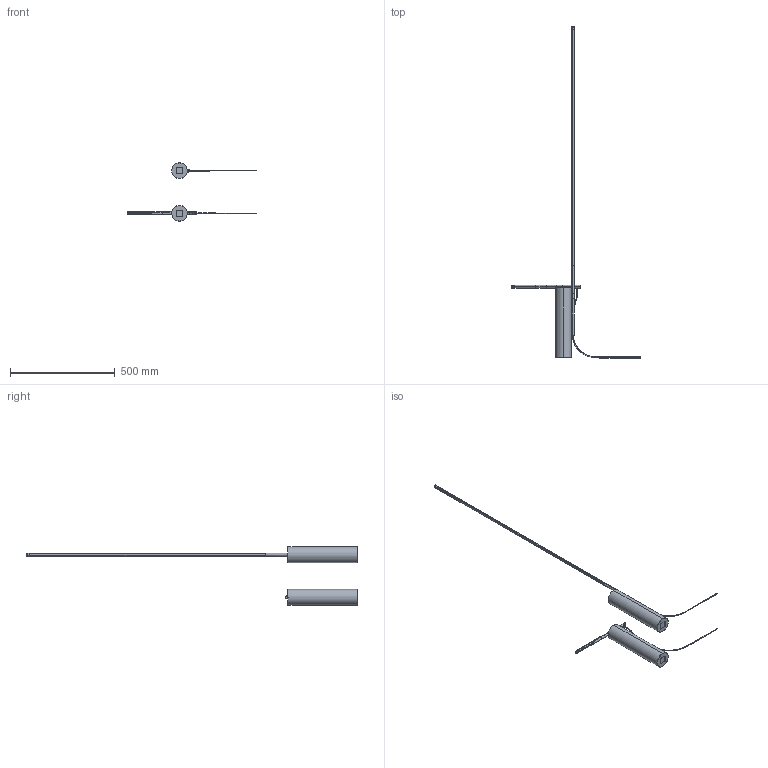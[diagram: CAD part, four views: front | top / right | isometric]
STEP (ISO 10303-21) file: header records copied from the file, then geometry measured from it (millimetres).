
FILE_DESCRIPTION (( 'STEP AP214' ), '1' );
FILE_NAME ('T.O Table and Floor, Share CAD.STEP', '2022-02-24T21:40:57', ( '' ), ( '' ), 'SwSTEP 2.0', 'SolidWorks 2019', '' );
FILE_SCHEMA (( 'AUTOMOTIVE_DESIGN' ));
Length unit declared in the file: inch
Products named in the file (27): 羲壽郪_3_1; ｿｪｹﾘﾗ饑3_1_2; Floor arm no visible set screw, Recd 111821_1; T.O, Marle Base, V11_1_2; 13臏倰第x165-B1_1; T.O, V12, Floor, Power Cord_1; 13孺汃欶x1125_3_1; 13臏倰第x200謗羞_1; T.O, T3mm x W4mm Bar Magnet_1; 95孺汃欶A_Square Ends; Certification Label, 29.5 X 29.5MM_1; TO, Table, Arm, Body, Lamp Side, Square Cutout_1; T.O, Table, Arm CAD, 4mm Wide with Square Corner Lens_1; T.O, Base, Marble, Insert, Horizontal, V4_1; T.O, Base, Marble, Insert, Vertical, V4_1; T.O, Table, Power Cable_1; T.O, V11, Base, Main, Marble_Chamferred; 羲壽偌瑩_3_1; T.O, Table, Arm, Lamp Side Assembly_1; T.O, Cable Management, Magnet, V4_1; T.O, Table, Arm, Lamp Side Subassembly_1; 60酗沭棠沺A_3_1; T.O, Base, Foot Pad, V4_1; DC鼠釱腑旋郪磁_1; T.O, Marle Base, V11_1; 13臏倰第x1275_1; T.O Table and Floor, Share CAD
Assembly tree (34 placements, depth 5):
  T.O Table and Floor, Share CAD
    Floor arm no visible set screw, Recd 111821_1
      羲壽郪_3_1
        羲壽偌瑩_3_1
      60酗沭棠沺A_3_1  x2
      13臏倰第x200謗羞_1
      13臏倰第x1275_1
      13孺汃欶x1125_3_1
    T.O, Marle Base, V11_1
      T.O, V11, Base, Main, Marble_Chamferred
      T.O, Base, Marble, Insert, Horizontal, V4_1
      T.O, Base, Marble, Insert, Vertical, V4_1
      T.O, Base, Foot Pad, V4_1
      Certification Label, 29.5 X 29.5MM_1
    T.O, Marle Base, V11_1_2
      T.O, V11, Base, Main, Marble_Chamferred
      T.O, Base, Marble, Insert, Horizontal, V4_1
      T.O, Base, Marble, Insert, Vertical, V4_1
      T.O, Base, Foot Pad, V4_1
      Certification Label, 29.5 X 29.5MM_1
    T.O, Table, Arm CAD, 4mm Wide with Square Corner Lens_1
      DC鼠釱腑旋郪磁_1
        13臏倰第x165-B1_1
        60酗沭棠沺A_3_1
      T.O, Table, Arm, Lamp Side Assembly_1
        T.O, Table, Arm, Lamp Side Subassembly_1
          TO, Table, Arm, Body, Lamp Side, Square Cutout_1
          95孺汃欶A_Square Ends
        ｿｪｹﾘﾗ饑3_1_2
          羲壽偌瑩_3_1
      T.O, T3mm x W4mm Bar Magnet_1
    T.O, Cable Management, Magnet, V4_1
    T.O, Table, Power Cable_1
    T.O, V12, Floor, Power Cord_1
Bounding box: 615.88 x 1582.46 x 278.2 mm (x, y, z)
Volume: 3082186.4 mm3; surface area: 355305.1 mm2
Topology: 25 solids, 25 shells, 356 faces, 841 edges, 556 vertices
Faces by surface type: cylinder 169, plane 169, cone 10, bspline 5, torus 3
Entity records: 14189 total; most frequent: CARTESIAN_POINT 2490, DIRECTION 1610, ORIENTED_EDGE 1364, EDGE_CURVE 682, AXIS2_PLACEMENT_3D 628, VERTEX_POINT 450, LINE 354, VECTOR 354
